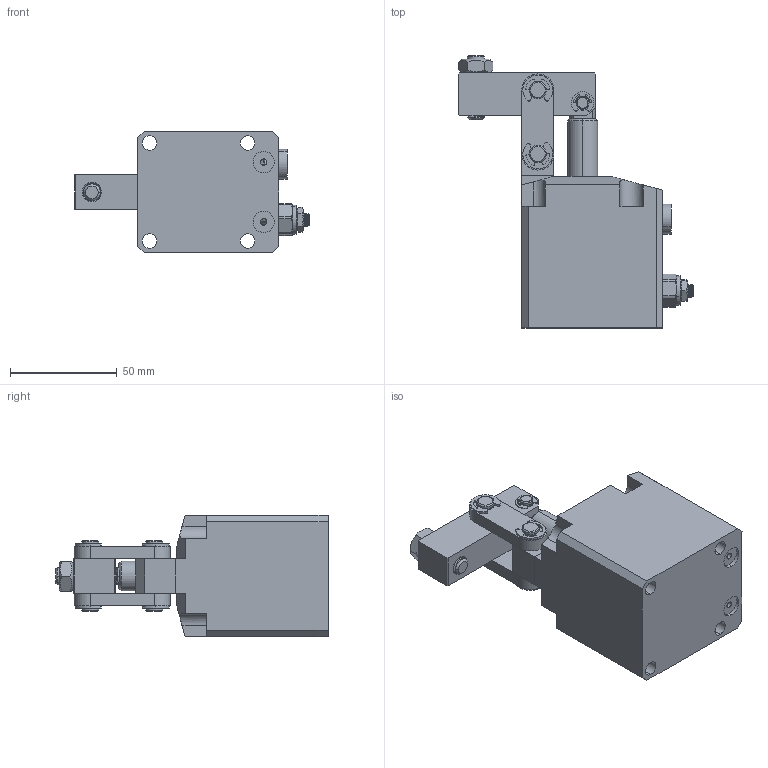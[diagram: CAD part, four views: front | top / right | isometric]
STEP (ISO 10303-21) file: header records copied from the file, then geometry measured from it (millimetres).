
FILE_DESCRIPTION (( 'STEP AP214' ), '1' );
FILE_NAME ('CBLU-35C話裝宒蚐揤詰.STEP', '2019-04-23T07:41:05', ( '' ), ( '' ), 'SwSTEP 2.0', 'SolidWorks 2016', '' );
FILE_SCHEMA (( 'AUTOMOTIVE_DESIGN' ));
Length unit declared in the file: millimetre
Products named in the file (14): 种粣1; 种粣2; 蟀裝_1; 盓傅; 35揤旋; ｻ鏸鄕ﾋ_1_1_1; ｱｾﾌ蕕_1_2_1_1; CBLU-35C話裝宒蚐揤詰; CZL10覃厒概_4_1; 錨璃2_1; M8蹟譫; 蹟佪; 6MM开口挡圈; 8MM开口挡圈
Assembly tree (19 placements, depth 2):
  CBLU-35C話裝宒蚐揤詰
    ｱｾﾌ蕕_1_2_1_1
    ｻ鏸鄕ﾋ_1_1_1
    35揤旋
    盓傅
    蟀裝_1  x2
    种粣2  x2
    种粣1
    8MM开口挡圈  x4
    6MM开口挡圈  x2
    蹟佪
    M8蹟譫
    錨璃2_1
    CZL10覃厒概_4_1
Bounding box: 109.8 x 127.5 x 57 mm (x, y, z)
Volume: 263052.5 mm3; surface area: 64891.9 mm2
Topology: 21 solids, 21 shells, 754 faces, 1968 edges, 1272 vertices
Faces by surface type: cylinder 347, plane 220, cone 109, bspline 78
Entity records: 27279 total; most frequent: CARTESIAN_POINT 12180, ORIENTED_EDGE 3260, DIRECTION 2798, EDGE_CURVE 1630, AXIS2_PLACEMENT_3D 1067, VERTEX_POINT 1052, EDGE_LOOP 700, VECTOR 664
